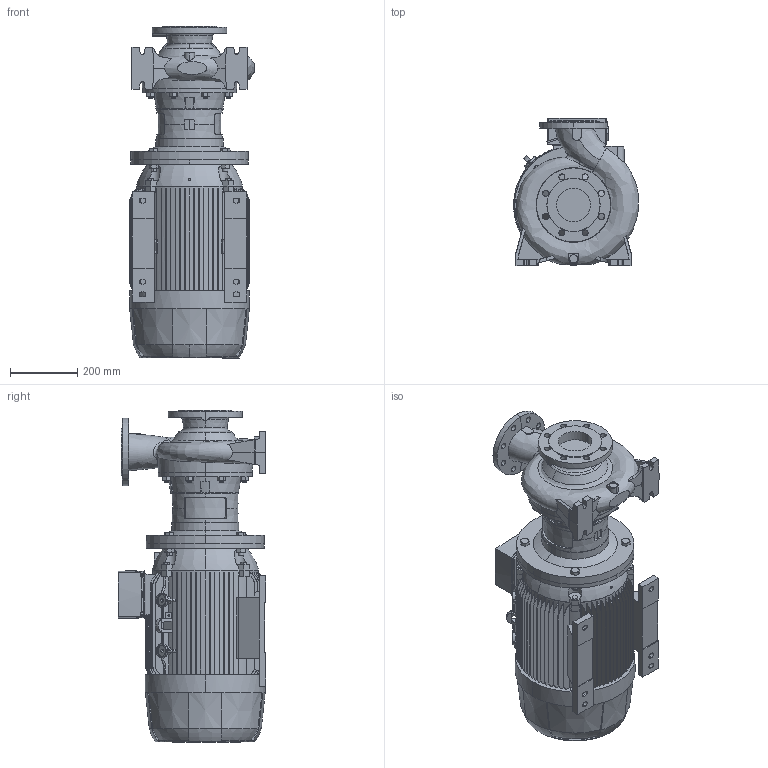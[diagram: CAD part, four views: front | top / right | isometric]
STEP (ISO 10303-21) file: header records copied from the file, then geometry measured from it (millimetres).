
FILE_DESCRIPTION (( 'STEP AP214' ), '1' );
FILE_NAME ('4_93_446_14_REV01.step', '2022-04-21T12:49:49', ( '' ), ( '' ), 'SwSTEP 2.0', 'SolidWorks 2020', '' );
FILE_SCHEMA (( 'AUTOMOTIVE_DESIGN' ));
Length unit declared in the file: millimetre
Products named in the file (7): 10000007swn00_M16 õ; Copia di 0_66_015CZ_SEMPLIFICATO^4_93_446_14_REV01; 10008045swn01; 4_93_446_14_REV01; 10000006swn00_M14 õ; 10000018swn00_M16x60 8.8; Copia di 1_66_232_LAVNM80_100-200_SEMPLIFICATO^4_93_446_14_REV01
Assembly tree (19 placements, depth 2):
  4_93_446_14_REV01
    Copia di 0_66_015CZ_SEMPLIFICATO^4_93_446_14_REV01
    Copia di 1_66_232_LAVNM80_100-200_SEMPLIFICATO^4_93_446_14_REV01
    10008045swn01
    10000006swn00_M14 õ  x8
    10000007swn00_M16 õ  x4
    10000018swn00_M16x60 8.8  x4
Bounding box: 370.78 x 439 x 986.8 mm (x, y, z)
Volume: 72950697.4 mm3; surface area: 2885774.1 mm2
Topology: 19 solids, 19 shells, 2136 faces, 5685 edges, 3649 vertices
Faces by surface type: plane 1111, cylinder 524, cone 343, torus 123, bspline 35
Entity records: 102028 total; most frequent: CARTESIAN_POINT 57662, ORIENTED_EDGE 9898, DIRECTION 8330, EDGE_CURVE 4949, VERTEX_POINT 3234, AXIS2_PLACEMENT_3D 2930, LINE 2470, VECTOR 2470
